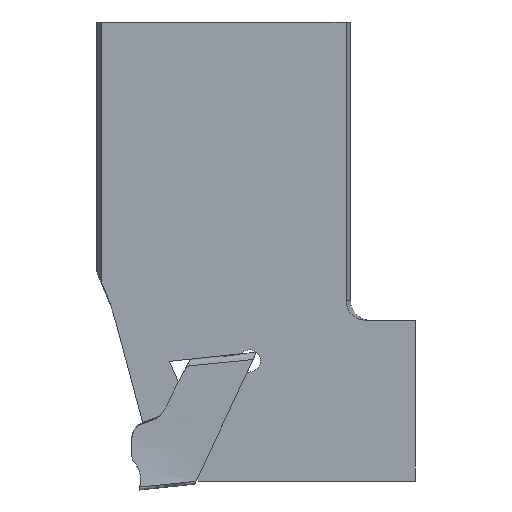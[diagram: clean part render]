
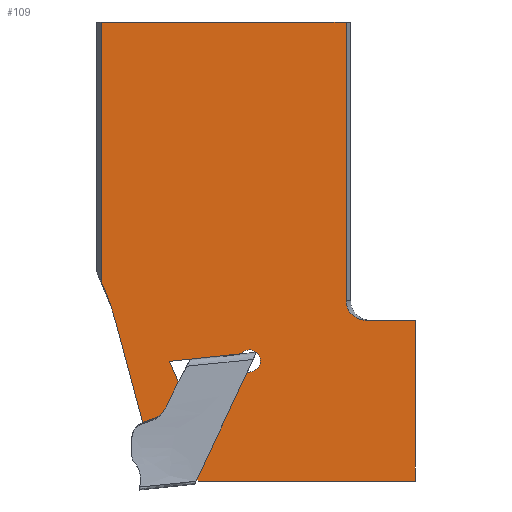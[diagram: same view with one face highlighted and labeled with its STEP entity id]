
A CAD part, left-side view. The second image highlights one B-rep face of the part: STEP entity #109.
In plain terms, the highlighted planar face has unit normal (-1, 0, 0).
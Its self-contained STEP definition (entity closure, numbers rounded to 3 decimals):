
#91=ELLIPSE('',#838,1.449,1.4);
#100=CIRCLE('',#836,1.679);
#101=CIRCLE('',#837,0.8);
#102=CIRCLE('',#839,20.);
#109=ADVANCED_FACE('',(#177),#152,.F.);
#152=PLANE('',#840);
#177=FACE_OUTER_BOUND('',#220,.T.);
#220=EDGE_LOOP('',(#266,#267,#268,#269,#270,#271,#272,#273,#274,#275,#276,
#277,#278,#279,#280,#281,#282,#283));
#266=ORIENTED_EDGE('',*,*,#563,.T.);
#267=ORIENTED_EDGE('',*,*,#564,.T.);
#268=ORIENTED_EDGE('',*,*,#565,.T.);
#269=ORIENTED_EDGE('',*,*,#566,.T.);
#270=ORIENTED_EDGE('',*,*,#567,.T.);
#271=ORIENTED_EDGE('',*,*,#568,.T.);
#272=ORIENTED_EDGE('',*,*,#569,.T.);
#273=ORIENTED_EDGE('',*,*,#570,.T.);
#274=ORIENTED_EDGE('',*,*,#571,.T.);
#275=ORIENTED_EDGE('',*,*,#572,.T.);
#276=ORIENTED_EDGE('',*,*,#559,.T.);
#277=ORIENTED_EDGE('',*,*,#573,.T.);
#278=ORIENTED_EDGE('',*,*,#574,.T.);
#279=ORIENTED_EDGE('',*,*,#575,.T.);
#280=ORIENTED_EDGE('',*,*,#576,.T.);
#281=ORIENTED_EDGE('',*,*,#577,.T.);
#282=ORIENTED_EDGE('',*,*,#578,.T.);
#283=ORIENTED_EDGE('',*,*,#579,.T.);
#486=VERTEX_POINT('',#1070);
#487=VERTEX_POINT('',#1071);
#490=VERTEX_POINT('',#1079);
#491=VERTEX_POINT('',#1080);
#492=VERTEX_POINT('',#1082);
#493=VERTEX_POINT('',#1084);
#494=VERTEX_POINT('',#1086);
#495=VERTEX_POINT('',#1088);
#496=VERTEX_POINT('',#1090);
#497=VERTEX_POINT('',#1092);
#498=VERTEX_POINT('',#1094);
#499=VERTEX_POINT('',#1096);
#500=VERTEX_POINT('',#1099);
#501=VERTEX_POINT('',#1101);
#502=VERTEX_POINT('',#1103);
#503=VERTEX_POINT('',#1105);
#504=VERTEX_POINT('',#1107);
#505=VERTEX_POINT('',#1109);
#559=EDGE_CURVE('',#486,#487,#671,.T.);
#563=EDGE_CURVE('',#490,#491,#675,.T.);
#564=EDGE_CURVE('',#491,#492,#676,.T.);
#565=EDGE_CURVE('',#492,#493,#100,.T.);
#566=EDGE_CURVE('',#493,#494,#677,.T.);
#567=EDGE_CURVE('',#494,#495,#678,.T.);
#568=EDGE_CURVE('',#495,#496,#679,.T.);
#569=EDGE_CURVE('',#496,#497,#101,.T.);
#570=EDGE_CURVE('',#497,#498,#680,.T.);
#571=EDGE_CURVE('',#498,#499,#681,.T.);
#572=EDGE_CURVE('',#499,#486,#682,.T.);
#573=EDGE_CURVE('',#487,#500,#683,.T.);
#574=EDGE_CURVE('',#500,#501,#684,.T.);
#575=EDGE_CURVE('',#501,#502,#91,.T.);
#576=EDGE_CURVE('',#502,#503,#685,.T.);
#577=EDGE_CURVE('',#503,#504,#686,.T.);
#578=EDGE_CURVE('',#504,#505,#687,.T.);
#579=EDGE_CURVE('',#505,#490,#102,.T.);
#671=LINE('',#1069,#740);
#675=LINE('',#1078,#744);
#676=LINE('',#1081,#745);
#677=LINE('',#1085,#746);
#678=LINE('',#1087,#747);
#679=LINE('',#1089,#748);
#680=LINE('',#1093,#749);
#681=LINE('',#1095,#750);
#682=LINE('',#1097,#751);
#683=LINE('',#1098,#752);
#684=LINE('',#1100,#753);
#685=LINE('',#1104,#754);
#686=LINE('',#1106,#755);
#687=LINE('',#1108,#756);
#740=VECTOR('',#894,1.);
#744=VECTOR('',#900,1.);
#745=VECTOR('',#901,1.);
#746=VECTOR('',#904,1.);
#747=VECTOR('',#905,1.);
#748=VECTOR('',#906,1.);
#749=VECTOR('',#909,1.);
#750=VECTOR('',#910,1.);
#751=VECTOR('',#911,1.);
#752=VECTOR('',#912,1.);
#753=VECTOR('',#913,1.);
#754=VECTOR('',#916,1.);
#755=VECTOR('',#917,1.);
#756=VECTOR('',#918,1.);
#836=AXIS2_PLACEMENT_3D('',#1083,#902,#903);
#837=AXIS2_PLACEMENT_3D('',#1091,#907,#908);
#838=AXIS2_PLACEMENT_3D('',#1102,#914,#915);
#839=AXIS2_PLACEMENT_3D('',#1110,#919,#920);
#840=AXIS2_PLACEMENT_3D('',#1111,#921,#922);
#894=DIRECTION('',(0.,-1.,0.));
#900=DIRECTION('',(0.,-0.259,-0.966));
#901=DIRECTION('',(0.,-0.934,0.358));
#902=DIRECTION('',(-1.,0.,0.));
#903=DIRECTION('',(0.,1.,0.));
#904=DIRECTION('',(0.,-0.407,0.914));
#905=DIRECTION('',(0.,0.407,0.914));
#906=DIRECTION('',(0.,-0.995,0.105));
#907=DIRECTION('',(1.,0.,0.));
#908=DIRECTION('',(0.,0.,1.));
#909=DIRECTION('',(0.,0.995,-0.105));
#910=DIRECTION('',(0.,0.423,-0.906));
#911=DIRECTION('',(0.,-0.707,-0.707));
#912=DIRECTION('',(0.,0.,1.));
#913=DIRECTION('',(0.,1.,0.));
#914=DIRECTION('',(1.,0.,0.));
#915=DIRECTION('',(0.,-1.,0.));
#916=DIRECTION('',(0.,0.,1.));
#917=DIRECTION('',(0.,1.,0.));
#918=DIRECTION('',(0.,0.,-1.));
#919=DIRECTION('',(1.,0.,0.));
#920=DIRECTION('',(0.,0.,1.));
#921=DIRECTION('',(1.,0.,0.));
#922=DIRECTION('',(0.,1.,0.));
#1069=CARTESIAN_POINT('',(-2.4,18.629,-11.6));
#1070=CARTESIAN_POINT('',(-2.4,11.304,-11.6));
#1071=CARTESIAN_POINT('',(-2.4,-4.357,-11.6));
#1078=CARTESIAN_POINT('',(-2.4,17.223,-0.224));
#1079=CARTESIAN_POINT('',(-2.4,17.223,-0.224));
#1080=CARTESIAN_POINT('',(-2.4,15.303,-7.388));
#1081=CARTESIAN_POINT('',(-2.4,-11.497,2.9));
#1082=CARTESIAN_POINT('',(-2.4,14.365,-7.027));
#1083=CARTESIAN_POINT('',(-2.4,14.967,-5.46));
#1084=CARTESIAN_POINT('',(-2.4,13.433,-6.143));
#1085=CARTESIAN_POINT('',(-2.4,0.218,23.537));
#1086=CARTESIAN_POINT('',(-2.4,12.702,-4.502));
#1087=CARTESIAN_POINT('',(-2.4,12.543,-4.86));
#1088=CARTESIAN_POINT('',(-2.4,13.386,-2.966));
#1089=CARTESIAN_POINT('',(-2.4,9.587,-2.567));
#1090=CARTESIAN_POINT('',(-2.4,8.232,-2.424));
#1091=CARTESIAN_POINT('',(-2.4,7.616,-2.934));
#1092=CARTESIAN_POINT('',(-2.4,7.532,-3.73));
#1093=CARTESIAN_POINT('',(-2.4,7.729,-3.751));
#1094=CARTESIAN_POINT('',(-2.4,7.795,-3.758));
#1095=CARTESIAN_POINT('',(-2.4,-4.049,21.644));
#1096=CARTESIAN_POINT('',(-2.4,11.405,-11.499));
#1097=CARTESIAN_POINT('',(-2.4,11.604,-11.3));
#1098=CARTESIAN_POINT('',(-2.4,-4.357,-11.6));
#1099=CARTESIAN_POINT('',(-2.4,-4.357,0.));
#1100=CARTESIAN_POINT('',(-2.4,-4.357,0.));
#1101=CARTESIAN_POINT('',(-2.4,-0.806,0.));
#1102=CARTESIAN_POINT('',(-2.4,-0.806,1.4));
#1103=CARTESIAN_POINT('',(-2.4,0.643,1.4));
#1104=CARTESIAN_POINT('',(-2.4,0.643,21.5));
#1105=CARTESIAN_POINT('',(-2.4,0.643,21.5));
#1106=CARTESIAN_POINT('',(-2.4,0.322,21.5));
#1107=CARTESIAN_POINT('',(-2.4,18.307,21.5));
#1108=CARTESIAN_POINT('',(-2.4,18.307,21.5));
#1109=CARTESIAN_POINT('',(-2.4,18.307,2.816));
#1110=CARTESIAN_POINT('',(-2.4,36.541,-5.4));
#1111=CARTESIAN_POINT('',(-2.4,-4.357,21.5));
